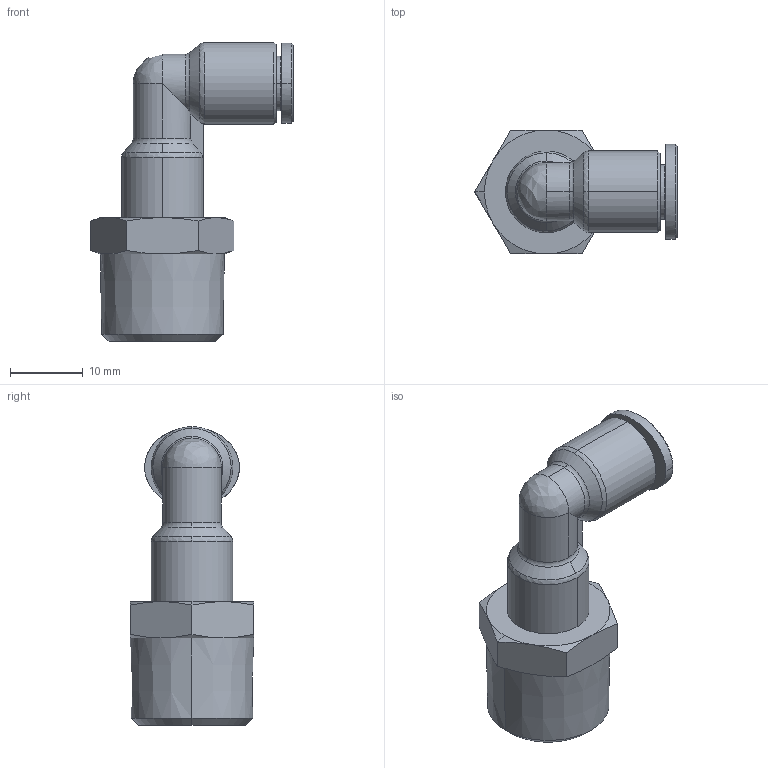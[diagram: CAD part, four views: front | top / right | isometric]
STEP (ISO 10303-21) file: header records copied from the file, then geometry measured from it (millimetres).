
FILE_DESCRIPTION (( 'STEP AP214' ), '1' );
FILE_NAME ('PLLP06-03.stp', '2015-09-15T11:34:13', ( '' ), ( '' ), 'SwSTEP 2.0', 'SolidWorks 2015', '' );
FILE_SCHEMA (( 'AUTOMOTIVE_DESIGN' ));
Length unit declared in the file: millimetre
Products named in the file (2): PLLP06-03; ｦ+ﾃｦ1
Assembly tree (1 placements, depth 2):
  PLLP06-03
    ｦ+ﾃｦ1
Bounding box: 27.77 x 17 x 41 mm (x, y, z)
Volume: 5025.1 mm3; surface area: 3402.1 mm2
Topology: 1 solids, 1 shells, 276 faces, 749 edges, 487 vertices
Faces by surface type: plane 181, bspline 37, cone 30, cylinder 24, torus 4
Entity records: 10598 total; most frequent: CARTESIAN_POINT 3264, ORIENTED_EDGE 1492, DIRECTION 1214, EDGE_CURVE 746, VECTOR 532, LINE 532, VERTEX_POINT 487, AXIS2_PLACEMENT_3D 341
